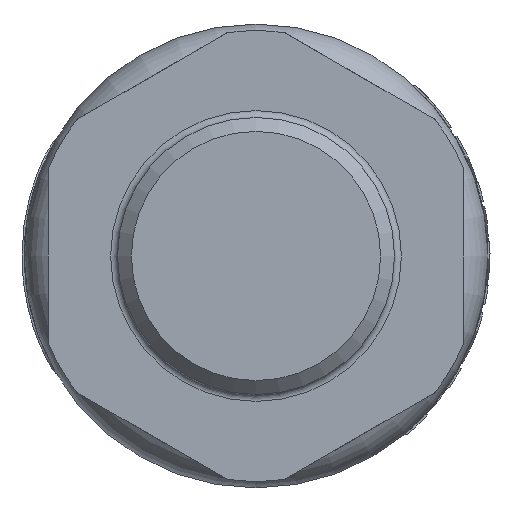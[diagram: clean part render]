
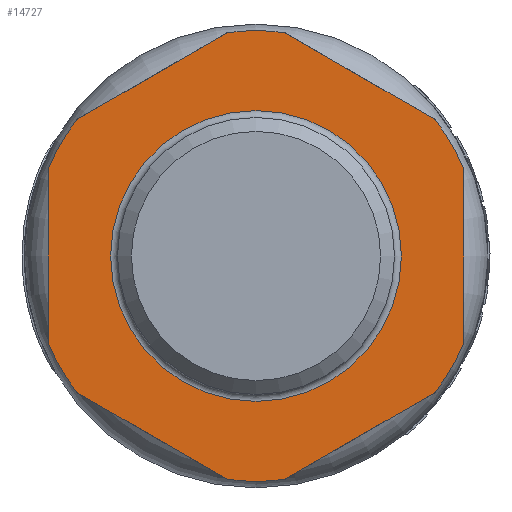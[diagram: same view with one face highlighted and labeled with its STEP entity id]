
A CAD part, left-side view. The second image highlights one B-rep face of the part: STEP entity #14727.
In plain terms, the highlighted planar face has unit normal (-1, 0, 0).
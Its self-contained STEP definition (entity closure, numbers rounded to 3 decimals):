
#256=FACE_BOUND('',#4229,.T.);
#1183=PLANE('',#16224);
#1814=LINE('',#28719,#2466);
#1817=LINE('',#28727,#2469);
#1820=LINE('',#28735,#2472);
#1823=LINE('',#28744,#2475);
#1825=LINE('',#28748,#2477);
#1828=LINE('',#28753,#2480);
#2466=VECTOR('',#19713,10.);
#2469=VECTOR('',#19722,10.);
#2472=VECTOR('',#19731,10.);
#2475=VECTOR('',#19740,10.);
#2477=VECTOR('',#19744,10.);
#2480=VECTOR('',#19749,10.);
#3316=FACE_OUTER_BOUND('',#4228,.T.);
#4228=EDGE_LOOP('',(#12554,#12555,#12556,#12557,#12558,#12559,#12560,#12561,
#12562,#12563,#12564,#12565));
#4229=EDGE_LOOP('',(#12566));
#4995=CIRCLE('',#16209,16.265);
#4996=CIRCLE('',#16212,16.265);
#4997=CIRCLE('',#16215,16.265);
#4998=CIRCLE('',#16218,16.265);
#4999=CIRCLE('',#16223,16.265);
#5000=CIRCLE('',#16225,16.265);
#5001=CIRCLE('',#16226,10.5);
#6622=VERTEX_POINT('',#28711);
#6623=VERTEX_POINT('',#28713);
#6624=VERTEX_POINT('',#28717);
#6625=VERTEX_POINT('',#28721);
#6626=VERTEX_POINT('',#28725);
#6627=VERTEX_POINT('',#28729);
#6628=VERTEX_POINT('',#28733);
#6629=VERTEX_POINT('',#28737);
#6630=VERTEX_POINT('',#28741);
#6631=VERTEX_POINT('',#28743);
#6632=VERTEX_POINT('',#28747);
#6633=VERTEX_POINT('',#28751);
#6634=VERTEX_POINT('',#28758);
#8637=EDGE_CURVE('',#6622,#6623,#4995,.T.);
#8640=EDGE_CURVE('',#6622,#6624,#1814,.T.);
#8642=EDGE_CURVE('',#6625,#6624,#4996,.T.);
#8644=EDGE_CURVE('',#6625,#6626,#1817,.T.);
#8646=EDGE_CURVE('',#6627,#6626,#4997,.T.);
#8648=EDGE_CURVE('',#6627,#6628,#1820,.T.);
#8650=EDGE_CURVE('',#6629,#6628,#4998,.T.);
#8652=EDGE_CURVE('',#6631,#6630,#1823,.T.);
#8654=EDGE_CURVE('',#6632,#6623,#1825,.T.);
#8657=EDGE_CURVE('',#6629,#6633,#1828,.T.);
#8658=EDGE_CURVE('',#6631,#6633,#4999,.T.);
#8659=EDGE_CURVE('',#6632,#6630,#5000,.T.);
#8660=EDGE_CURVE('',#6634,#6634,#5001,.T.);
#12554=ORIENTED_EDGE('',*,*,#8652,.T.);
#12555=ORIENTED_EDGE('',*,*,#8659,.F.);
#12556=ORIENTED_EDGE('',*,*,#8654,.T.);
#12557=ORIENTED_EDGE('',*,*,#8637,.F.);
#12558=ORIENTED_EDGE('',*,*,#8640,.T.);
#12559=ORIENTED_EDGE('',*,*,#8642,.F.);
#12560=ORIENTED_EDGE('',*,*,#8644,.T.);
#12561=ORIENTED_EDGE('',*,*,#8646,.F.);
#12562=ORIENTED_EDGE('',*,*,#8648,.T.);
#12563=ORIENTED_EDGE('',*,*,#8650,.F.);
#12564=ORIENTED_EDGE('',*,*,#8657,.T.);
#12565=ORIENTED_EDGE('',*,*,#8658,.F.);
#12566=ORIENTED_EDGE('',*,*,#8660,.T.);
#14727=ADVANCED_FACE('',(#3316,#256),#1183,.T.);
#16209=AXIS2_PLACEMENT_3D('',#28714,#19707,#19708);
#16212=AXIS2_PLACEMENT_3D('',#28723,#19717,#19718);
#16215=AXIS2_PLACEMENT_3D('',#28731,#19726,#19727);
#16218=AXIS2_PLACEMENT_3D('',#28739,#19735,#19736);
#16223=AXIS2_PLACEMENT_3D('',#28755,#19752,#19753);
#16224=AXIS2_PLACEMENT_3D('',#28756,#19754,#19755);
#16225=AXIS2_PLACEMENT_3D('',#28757,#19756,#19757);
#16226=AXIS2_PLACEMENT_3D('',#28759,#19758,#19759);
#19707=DIRECTION('center_axis',(1.,0.,0.));
#19708=DIRECTION('ref_axis',(0.,1.,0.));
#19713=DIRECTION('',(0.,-0.866,-0.5));
#19717=DIRECTION('center_axis',(1.,0.,0.));
#19718=DIRECTION('ref_axis',(0.,1.,0.));
#19722=DIRECTION('',(0.,-0.866,0.5));
#19726=DIRECTION('center_axis',(1.,0.,0.));
#19727=DIRECTION('ref_axis',(0.,1.,0.));
#19731=DIRECTION('',(0.,0.,1.));
#19735=DIRECTION('center_axis',(1.,0.,0.));
#19736=DIRECTION('ref_axis',(0.,1.,0.));
#19740=DIRECTION('',(0.,0.866,-0.5));
#19744=DIRECTION('',(0.,0.,-1.));
#19749=DIRECTION('',(0.,0.866,0.5));
#19752=DIRECTION('center_axis',(1.,0.,0.));
#19753=DIRECTION('ref_axis',(0.,1.,0.));
#19754=DIRECTION('center_axis',(-1.,0.,0.));
#19755=DIRECTION('ref_axis',(0.,-1.,0.));
#19756=DIRECTION('center_axis',(1.,0.,0.));
#19757=DIRECTION('ref_axis',(0.,1.,0.));
#19758=DIRECTION('center_axis',(1.,0.,0.));
#19759=DIRECTION('ref_axis',(0.,1.,0.));
#28711=CARTESIAN_POINT('',(-38.18,12.946,-9.846));
#28713=CARTESIAN_POINT('',(-38.18,15.,-6.289));
#28714=CARTESIAN_POINT('Origin',(-38.18,0.,
0.));
#28717=CARTESIAN_POINT('',(-38.18,2.054,-16.135));
#28719=CARTESIAN_POINT('',(-38.18,13.745,-9.385));
#28721=CARTESIAN_POINT('',(-38.18,-2.054,-16.135));
#28723=CARTESIAN_POINT('Origin',(-38.18,0.,
0.));
#28725=CARTESIAN_POINT('',(-38.18,-12.946,-9.846));
#28727=CARTESIAN_POINT('',(-38.18,-8.298,-12.529));
#28729=CARTESIAN_POINT('',(-38.18,-15.,-6.289));
#28731=CARTESIAN_POINT('Origin',(-38.18,0.,
0.));
#28733=CARTESIAN_POINT('',(-38.18,-15.,6.289));
#28735=CARTESIAN_POINT('',(-38.18,-15.,4.988));
#28737=CARTESIAN_POINT('',(-38.18,-12.946,9.846));
#28739=CARTESIAN_POINT('Origin',(-38.18,0.,
0.));
#28741=CARTESIAN_POINT('',(-38.18,12.946,9.846));
#28743=CARTESIAN_POINT('',(-38.18,2.054,16.135));
#28744=CARTESIAN_POINT('',(-38.18,1.255,16.596));
#28747=CARTESIAN_POINT('',(-38.18,15.,6.289));
#28748=CARTESIAN_POINT('',(-38.18,15.,11.277));
#28751=CARTESIAN_POINT('',(-38.18,-2.054,16.135));
#28753=CARTESIAN_POINT('',(-38.18,-6.702,13.451));
#28755=CARTESIAN_POINT('Origin',(-38.18,0.,
0.));
#28756=CARTESIAN_POINT('Origin',(-38.18,0.,
16.265));
#28757=CARTESIAN_POINT('Origin',(-38.18,0.,
0.));
#28758=CARTESIAN_POINT('',(-38.18,0.,10.5));
#28759=CARTESIAN_POINT('Origin',(-38.18,0.,
0.));
